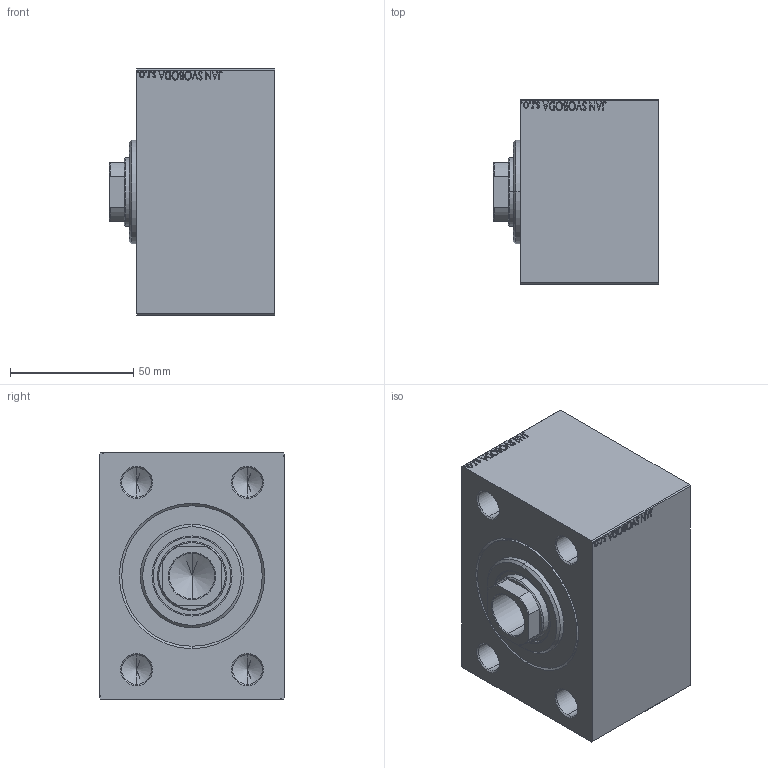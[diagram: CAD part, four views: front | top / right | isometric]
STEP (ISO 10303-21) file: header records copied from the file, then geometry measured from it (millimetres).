
FILE_DESCRIPTION (( 'STEP AP203' ), '1' );
FILE_NAME ('1f98.STEP', '2021-11-01T23:48:07', ( '' ), ( '' ), 'SwSTEP 2.0', 'SolidWorks 2019', '' );
FILE_SCHEMA (( 'CONFIG_CONTROL_DESIGN' ));
Length unit declared in the file: millimetre
Products named in the file (4): V450CM_B_VCP 79dd1411c655503c6d4950fd36d75b4a; V450CM_B 79dd1411c655503c6d4950fd36d75b4a; V450CM_VC_B 79dd1411c655503c6d4950fd36d75b4a; 1f98
Assembly tree (3 placements, depth 2):
  1f98
    V450CM_B 79dd1411c655503c6d4950fd36d75b4a
    V450CM_B_VCP 79dd1411c655503c6d4950fd36d75b4a
    V450CM_VC_B 79dd1411c655503c6d4950fd36d75b4a
Bounding box: 67 x 75 x 100 mm (x, y, z)
Volume: 386905.7 mm3; surface area: 71367.7 mm2
Topology: 3 solids, 3 shells, 883 faces, 2265 edges, 1483 vertices
Faces by surface type: plane 404, bspline 380, cylinder 53, cone 46
Entity records: 44614 total; most frequent: CARTESIAN_POINT 25381, ORIENTED_EDGE 4494, DIRECTION 2618, EDGE_CURVE 2247, VERTEX_POINT 1483, VECTOR 1334, LINE 1334, EDGE_LOOP 998
